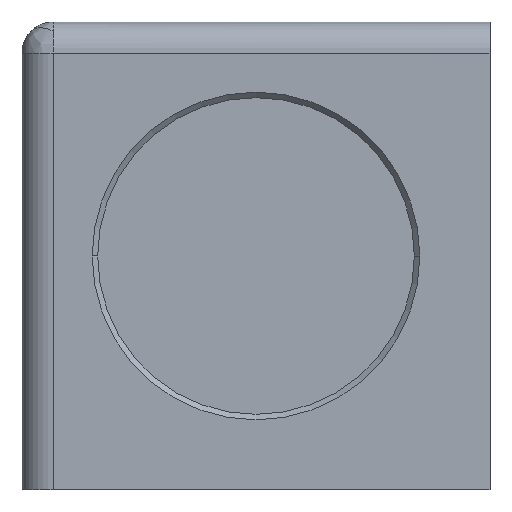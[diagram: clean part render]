
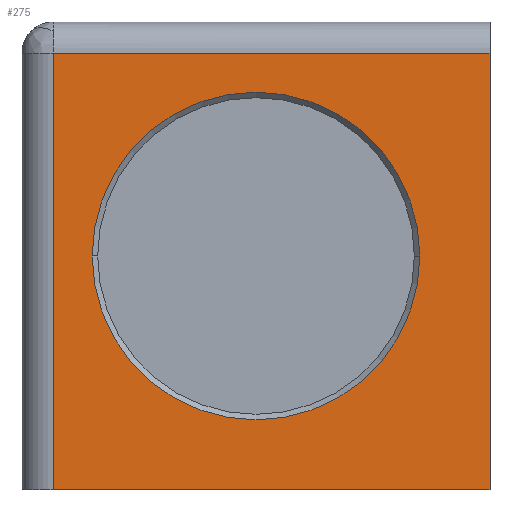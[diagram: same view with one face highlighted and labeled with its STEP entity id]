
A CAD part, front view. The second image highlights one B-rep face of the part: STEP entity #275.
In plain terms, the highlighted planar face has unit normal (0, -1, 0).
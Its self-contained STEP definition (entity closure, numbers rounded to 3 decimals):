
#1 = CARTESIAN_POINT ( 'NONE',  ( -13., -15., 15. ) ) ;
#5 = CARTESIAN_POINT ( 'NONE',  ( -13., -15., 13. ) ) ;
#6 = PLANE ( 'NONE',  #274 ) ;
#19 = CIRCLE ( 'NONE', #650, 10.5 ) ;
#39 = DIRECTION ( 'NONE',  ( 0., 0., 1. ) ) ;
#43 = ORIENTED_EDGE ( 'NONE', *, *, #202, .F. ) ;
#51 = DIRECTION ( 'NONE',  ( 0., 0., 1. ) ) ;
#61 = CARTESIAN_POINT ( 'NONE',  ( -13., -15., -15. ) ) ;
#73 = EDGE_CURVE ( 'NONE', #271, #253, #19, .T. ) ;
#86 = VERTEX_POINT ( 'NONE', #575 ) ;
#90 = DIRECTION ( 'NONE',  ( 1., 0., 0. ) ) ;
#93 = EDGE_LOOP ( 'NONE', ( #591, #296 ) ) ;
#105 = EDGE_CURVE ( 'NONE', #253, #271, #564, .T. ) ;
#123 = FACE_OUTER_BOUND ( 'NONE', #124, .T. ) ;
#124 = EDGE_LOOP ( 'NONE', ( #43, #625, #570, #279 ) ) ;
#133 = FACE_BOUND ( 'NONE', #93, .T. ) ;
#163 = EDGE_CURVE ( 'NONE', #214, #86, #384, .T. ) ;
#180 = CARTESIAN_POINT ( 'NONE',  ( 0., -15., 0. ) ) ;
#202 = EDGE_CURVE ( 'NONE', #626, #86, #452, .T. ) ;
#214 = VERTEX_POINT ( 'NONE', #547 ) ;
#248 = AXIS2_PLACEMENT_3D ( 'NONE', #442, #494, #651 ) ;
#251 = CARTESIAN_POINT ( 'NONE',  ( -15., -15., 15. ) ) ;
#253 = VERTEX_POINT ( 'NONE', #502 ) ;
#259 = CARTESIAN_POINT ( 'NONE',  ( 10.5, -15., 0. ) ) ;
#271 = VERTEX_POINT ( 'NONE', #259 ) ;
#274 = AXIS2_PLACEMENT_3D ( 'NONE', #251, #610, #353 ) ;
#275 = ADVANCED_FACE ( 'NONE', ( #133, #123 ), #6, .F. ) ;
#279 = ORIENTED_EDGE ( 'NONE', *, *, #163, .T. ) ;
#283 = EDGE_CURVE ( 'NONE', #298, #626, #318, .T. ) ;
#291 = EDGE_CURVE ( 'NONE', #214, #298, #349, .T. ) ;
#293 = DIRECTION ( 'NONE',  ( 1., 0., 0. ) ) ;
#296 = ORIENTED_EDGE ( 'NONE', *, *, #105, .F. ) ;
#298 = VERTEX_POINT ( 'NONE', #61 ) ;
#305 = DIRECTION ( 'NONE',  ( -1., 0., 0. ) ) ;
#318 = LINE ( 'NONE', #1, #486 ) ;
#349 = LINE ( 'NONE', #363, #397 ) ;
#353 = DIRECTION ( 'NONE',  ( 0., 0., 1. ) ) ;
#363 = CARTESIAN_POINT ( 'NONE',  ( -15., -15., -15. ) ) ;
#384 = LINE ( 'NONE', #545, #586 ) ;
#397 = VECTOR ( 'NONE', #305, 1000. ) ;
#401 = VECTOR ( 'NONE', #90, 1000. ) ;
#442 = CARTESIAN_POINT ( 'NONE',  ( 0., -15., 0. ) ) ;
#452 = LINE ( 'NONE', #496, #401 ) ;
#486 = VECTOR ( 'NONE', #51, 1000. ) ;
#494 = DIRECTION ( 'NONE',  ( 0., -1., 0. ) ) ;
#496 = CARTESIAN_POINT ( 'NONE',  ( -15., -15., 13. ) ) ;
#502 = CARTESIAN_POINT ( 'NONE',  ( -10.5, -15., 0. ) ) ;
#545 = CARTESIAN_POINT ( 'NONE',  ( 15., -15., 15. ) ) ;
#547 = CARTESIAN_POINT ( 'NONE',  ( 15., -15., -15. ) ) ;
#564 = CIRCLE ( 'NONE', #248, 10.5 ) ;
#570 = ORIENTED_EDGE ( 'NONE', *, *, #291, .F. ) ;
#575 = CARTESIAN_POINT ( 'NONE',  ( 15., -15., 13. ) ) ;
#586 = VECTOR ( 'NONE', #39, 1000. ) ;
#591 = ORIENTED_EDGE ( 'NONE', *, *, #73, .F. ) ;
#594 = DIRECTION ( 'NONE',  ( 0., -1., 0. ) ) ;
#610 = DIRECTION ( 'NONE',  ( 0., 1., 0. ) ) ;
#625 = ORIENTED_EDGE ( 'NONE', *, *, #283, .F. ) ;
#626 = VERTEX_POINT ( 'NONE', #5 ) ;
#650 = AXIS2_PLACEMENT_3D ( 'NONE', #180, #594, #293 ) ;
#651 = DIRECTION ( 'NONE',  ( 1., 0., 0. ) ) ;
